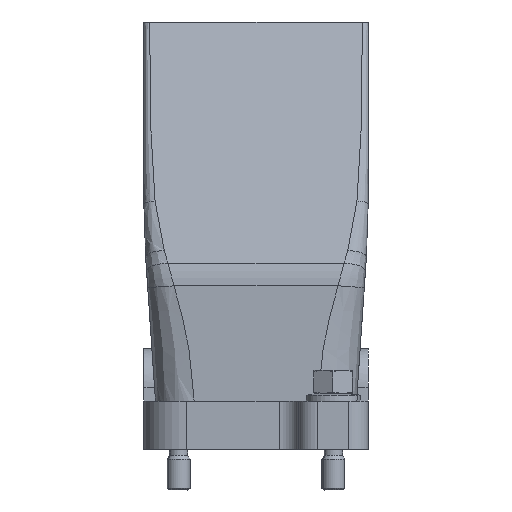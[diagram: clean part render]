
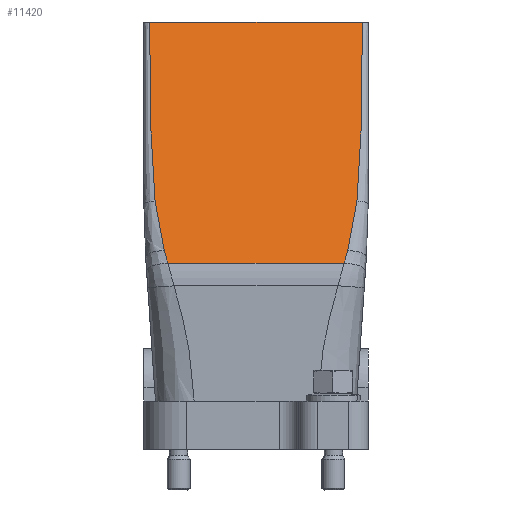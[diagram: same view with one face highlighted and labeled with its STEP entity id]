
A CAD part, front view. The second image highlights one B-rep face of the part: STEP entity #11420.
In plain terms, the highlighted planar face has unit normal (0, -0.956, 0.293).
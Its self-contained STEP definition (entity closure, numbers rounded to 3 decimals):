
#11394=AXIS2_PLACEMENT_3D('Plane Axis2P3D',#11391,#11392,#11393) ;
#127=CARTESIAN_POINT('Vertex',(1.5,41.,121.)) ;
#130=CARTESIAN_POINT('Line Origine',(29.,41.,121.)) ;
#134=CARTESIAN_POINT('Vertex',(56.5,41.,121.)) ;
#3068=CARTESIAN_POINT('Vertex',(55.086,26.79,74.665)) ;
#3072=CARTESIAN_POINT('Control Point',(52.715,22.891,61.951)) ;
#3073=CARTESIAN_POINT('Control Point',(53.19,23.416,63.665)) ;
#3074=CARTESIAN_POINT('Control Point',(53.62,23.945,65.39)) ;
#3075=CARTESIAN_POINT('Control Point',(53.997,24.478,67.129)) ;
#3076=CARTESIAN_POINT('Control Point',(54.463,25.261,69.679)) ;
#3077=CARTESIAN_POINT('Control Point',(54.816,26.048,72.246)) ;
#3078=CARTESIAN_POINT('Control Point',(54.915,26.293,73.044)) ;
#3079=CARTESIAN_POINT('Control Point',(55.005,26.541,73.854)) ;
#3080=CARTESIAN_POINT('Control Point',(55.087,26.79,74.665)) ;
#3081=CARTESIAN_POINT('Vertex',(52.715,22.891,61.951)) ;
#3155=CARTESIAN_POINT('Control Point',(51.783,21.879,58.652)) ;
#3156=CARTESIAN_POINT('Control Point',(51.87,21.97,58.951)) ;
#3157=CARTESIAN_POINT('Control Point',(51.956,22.062,59.249)) ;
#3158=CARTESIAN_POINT('Control Point',(52.042,22.154,59.548)) ;
#3159=CARTESIAN_POINT('Control Point',(52.23,22.356,60.207)) ;
#3160=CARTESIAN_POINT('Control Point',(52.416,22.558,60.867)) ;
#3161=CARTESIAN_POINT('Control Point',(52.516,22.669,61.229)) ;
#3162=CARTESIAN_POINT('Control Point',(52.616,22.78,61.59)) ;
#3163=CARTESIAN_POINT('Control Point',(52.715,22.891,61.951)) ;
#3164=CARTESIAN_POINT('Vertex',(51.783,21.879,58.652)) ;
#3586=CARTESIAN_POINT('Line Origine',(29.,21.879,58.652)) ;
#3590=CARTESIAN_POINT('Vertex',(6.217,21.879,58.652)) ;
#10097=CARTESIAN_POINT('Vertex',(5.285,22.891,61.951)) ;
#10109=CARTESIAN_POINT('Control Point',(6.217,21.879,58.652)) ;
#10110=CARTESIAN_POINT('Control Point',(6.13,21.97,58.951)) ;
#10111=CARTESIAN_POINT('Control Point',(6.044,22.062,59.249)) ;
#10112=CARTESIAN_POINT('Control Point',(5.958,22.154,59.548)) ;
#10113=CARTESIAN_POINT('Control Point',(5.77,22.356,60.207)) ;
#10114=CARTESIAN_POINT('Control Point',(5.584,22.558,60.867)) ;
#10115=CARTESIAN_POINT('Control Point',(5.484,22.669,61.229)) ;
#10116=CARTESIAN_POINT('Control Point',(5.384,22.78,61.59)) ;
#10117=CARTESIAN_POINT('Control Point',(5.285,22.891,61.951)) ;
#10690=CARTESIAN_POINT('Vertex',(2.914,26.79,74.665)) ;
#10694=CARTESIAN_POINT('Control Point',(5.285,22.891,61.951)) ;
#10695=CARTESIAN_POINT('Control Point',(4.81,23.416,63.665)) ;
#10696=CARTESIAN_POINT('Control Point',(4.38,23.945,65.39)) ;
#10697=CARTESIAN_POINT('Control Point',(4.003,24.478,67.129)) ;
#10698=CARTESIAN_POINT('Control Point',(3.537,25.261,69.679)) ;
#10699=CARTESIAN_POINT('Control Point',(3.184,26.048,72.246)) ;
#10700=CARTESIAN_POINT('Control Point',(3.085,26.293,73.044)) ;
#10701=CARTESIAN_POINT('Control Point',(2.995,26.541,73.854)) ;
#10702=CARTESIAN_POINT('Control Point',(2.913,26.79,74.665)) ;
#11371=CARTESIAN_POINT('Control Point',(2.914,26.79,74.665)) ;
#11372=CARTESIAN_POINT('Control Point',(2.806,27.123,75.75)) ;
#11373=CARTESIAN_POINT('Control Point',(2.708,27.454,76.832)) ;
#11374=CARTESIAN_POINT('Control Point',(2.618,27.784,77.908)) ;
#11375=CARTESIAN_POINT('Control Point',(1.962,30.387,86.394)) ;
#11376=CARTESIAN_POINT('Control Point',(1.692,32.995,94.897)) ;
#11377=CARTESIAN_POINT('Control Point',(1.544,35.272,102.324)) ;
#11378=CARTESIAN_POINT('Control Point',(1.504,37.753,110.413)) ;
#11379=CARTESIAN_POINT('Control Point',(1.5,40.234,118.503)) ;
#11380=CARTESIAN_POINT('Control Point',(1.5,40.485,119.32)) ;
#11381=CARTESIAN_POINT('Control Point',(1.5,40.746,120.173)) ;
#11382=CARTESIAN_POINT('Control Point',(1.5,41.,121.)) ;
#11391=CARTESIAN_POINT('Axis2P3D Location',(29.,41.,121.)) ;
#11397=CARTESIAN_POINT('Control Point',(55.086,26.79,74.665)) ;
#11398=CARTESIAN_POINT('Control Point',(55.194,27.123,75.75)) ;
#11399=CARTESIAN_POINT('Control Point',(55.292,27.454,76.832)) ;
#11400=CARTESIAN_POINT('Control Point',(55.382,27.784,77.908)) ;
#11401=CARTESIAN_POINT('Control Point',(56.038,30.387,86.394)) ;
#11402=CARTESIAN_POINT('Control Point',(56.308,32.995,94.897)) ;
#11403=CARTESIAN_POINT('Control Point',(56.456,35.272,102.324)) ;
#11404=CARTESIAN_POINT('Control Point',(56.496,37.753,110.413)) ;
#11405=CARTESIAN_POINT('Control Point',(56.5,40.234,118.503)) ;
#11406=CARTESIAN_POINT('Control Point',(56.5,40.485,119.32)) ;
#11407=CARTESIAN_POINT('Control Point',(56.5,40.746,120.173)) ;
#11408=CARTESIAN_POINT('Control Point',(56.5,41.,121.)) ;
#131=DIRECTION('Vector Direction',(-1.,0.,0.)) ;
#3587=DIRECTION('Vector Direction',(-1.,0.,0.)) ;
#11392=DIRECTION('Axis2P3D Direction',(0.,0.956,-0.293)) ;
#11393=DIRECTION('Axis2P3D XDirection',(0.,-0.293,-0.956)) ;
#132=VECTOR('Line Direction',#131,1.) ;
#3588=VECTOR('Line Direction',#3587,1.) ;
#11411=ORIENTED_EDGE('',*,*,#11383,.T.) ;
#11412=ORIENTED_EDGE('',*,*,#10703,.T.) ;
#11413=ORIENTED_EDGE('',*,*,#10118,.T.) ;
#11414=ORIENTED_EDGE('',*,*,#3592,.F.) ;
#11415=ORIENTED_EDGE('',*,*,#3166,.F.) ;
#11416=ORIENTED_EDGE('',*,*,#3083,.F.) ;
#11417=ORIENTED_EDGE('',*,*,#11409,.F.) ;
#11418=ORIENTED_EDGE('',*,*,#136,.T.) ;
#11420=ADVANCED_FACE('Hood',(#11419),#11395,.F.) ;
#3071=B_SPLINE_CURVE_WITH_KNOTS('',5,(#3072,#3073,#3074,#3075,#3076,#3077,#3078,#3079,#3080),.UNSPECIFIED.,.F.,.U.,(6,3,6),(97.865,114.078,121.512),.UNSPECIFIED.) ;
#3154=B_SPLINE_CURVE_WITH_KNOTS('',5,(#3155,#3156,#3157,#3158,#3159,#3160,#3161,#3162,#3163),.UNSPECIFIED.,.F.,.U.,(6,3,6),(90.489,93.275,96.639),.UNSPECIFIED.) ;
#10108=B_SPLINE_CURVE_WITH_KNOTS('',5,(#10109,#10110,#10111,#10112,#10113,#10114,#10115,#10116,#10117),.UNSPECIFIED.,.F.,.U.,(6,3,6),(90.489,93.275,96.639),.UNSPECIFIED.) ;
#10693=B_SPLINE_CURVE_WITH_KNOTS('',5,(#10694,#10695,#10696,#10697,#10698,#10699,#10700,#10701,#10702),.UNSPECIFIED.,.F.,.U.,(6,3,6),(97.865,114.078,121.512),.UNSPECIFIED.) ;
#11370=B_SPLINE_CURVE_WITH_KNOTS('',5,(#11371,#11372,#11373,#11374,#11375,#11376,#11377,#11378,#11379,#11380,#11381,#11382),.UNSPECIFIED.,.F.,.U.,(6,3,3,6),(120.168,130.06,197.185,203.333),.UNSPECIFIED.) ;
#11396=B_SPLINE_CURVE_WITH_KNOTS('',5,(#11397,#11398,#11399,#11400,#11401,#11402,#11403,#11404,#11405,#11406,#11407,#11408),.UNSPECIFIED.,.F.,.U.,(6,3,3,6),(120.168,130.06,197.185,203.333),.UNSPECIFIED.) ;
#136=EDGE_CURVE('',#135,#128,#133,.T.) ;
#3083=EDGE_CURVE('',#3069,#3082,#3071,.F.) ;
#3166=EDGE_CURVE('',#3082,#3165,#3154,.F.) ;
#3592=EDGE_CURVE('',#3165,#3591,#3589,.T.) ;
#10118=EDGE_CURVE('',#10098,#3591,#10108,.F.) ;
#10703=EDGE_CURVE('',#10691,#10098,#10693,.F.) ;
#11383=EDGE_CURVE('',#128,#10691,#11370,.F.) ;
#11409=EDGE_CURVE('',#135,#3069,#11396,.F.) ;
#11410=EDGE_LOOP('',(#11411,#11412,#11413,#11414,#11415,#11416,#11417,#11418)) ;
#11419=FACE_OUTER_BOUND('',#11410,.T.) ;
#133=LINE('Line',#130,#132) ;
#3589=LINE('Line',#3586,#3588) ;
#11395=PLANE('',#11394) ;
#128=VERTEX_POINT('',#127) ;
#135=VERTEX_POINT('',#134) ;
#3069=VERTEX_POINT('',#3068) ;
#3082=VERTEX_POINT('',#3081) ;
#3165=VERTEX_POINT('',#3164) ;
#3591=VERTEX_POINT('',#3590) ;
#10098=VERTEX_POINT('',#10097) ;
#10691=VERTEX_POINT('',#10690) ;
